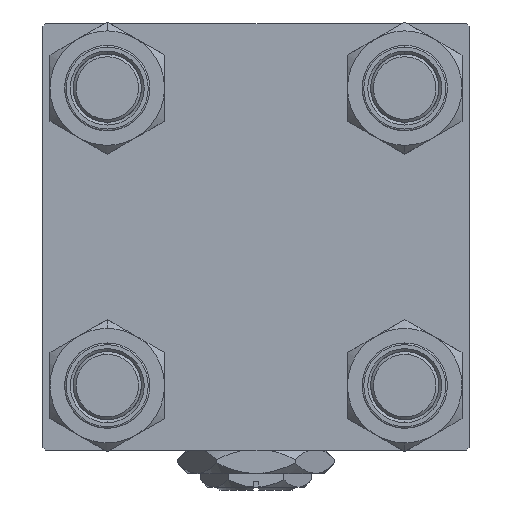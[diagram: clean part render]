
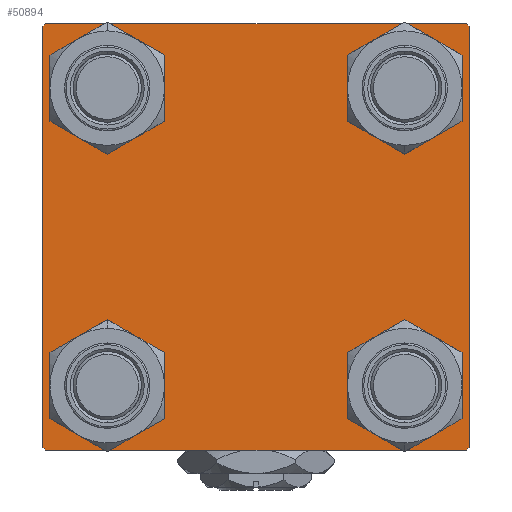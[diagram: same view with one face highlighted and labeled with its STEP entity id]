
A CAD part, left-side view. The second image highlights one B-rep face of the part: STEP entity #50894.
In plain terms, the highlighted planar face has unit normal (-1, 0, 0).
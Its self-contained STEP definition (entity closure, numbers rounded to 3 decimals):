
#154 = DIRECTION ( 'NONE',  ( 1., 0., 0. ) ) ;
#1107 = DIRECTION ( 'NONE',  ( 1., 0., 0. ) ) ;
#2283 = ORIENTED_EDGE ( 'NONE', *, *, #32381, .F. ) ;
#2292 = VERTEX_POINT ( 'NONE', #29669 ) ;
#2834 = VERTEX_POINT ( 'NONE', #24523 ) ;
#3063 = CARTESIAN_POINT ( 'NONE',  ( 0., 26.15, -26.15 ) ) ;
#3204 = VERTEX_POINT ( 'NONE', #45828 ) ;
#3341 = CARTESIAN_POINT ( 'NONE',  ( 0., -26.15, 26.15 ) ) ;
#3999 = DIRECTION ( 'NONE',  ( 0., 0., 1. ) ) ;
#4417 = ORIENTED_EDGE ( 'NONE', *, *, #45952, .T. ) ;
#4592 = LINE ( 'NONE', #16259, #5637 ) ;
#4622 = ORIENTED_EDGE ( 'NONE', *, *, #14701, .T. ) ;
#4953 = VERTEX_POINT ( 'NONE', #33785 ) ;
#5021 = CARTESIAN_POINT ( 'NONE',  ( 0., 37.5, 37.5 ) ) ;
#5298 = AXIS2_PLACEMENT_3D ( 'NONE', #3063, #31183, #51052 ) ;
#5637 = VECTOR ( 'NONE', #8053, 1000. ) ;
#6042 = CARTESIAN_POINT ( 'NONE',  ( 0., 37.5, 37. ) ) ;
#7825 = DIRECTION ( 'NONE',  ( 0., 0., 1. ) ) ;
#7860 = EDGE_CURVE ( 'NONE', #2292, #32355, #10672, .T. ) ;
#8053 = DIRECTION ( 'NONE',  ( 0., 0.707, -0.707 ) ) ;
#8259 = CARTESIAN_POINT ( 'NONE',  ( 0., 26.15, -32.65 ) ) ;
#8284 = EDGE_LOOP ( 'NONE', ( #20293, #33968, #36077, #8577, #2283, #21606, #52031, #22965 ) ) ;
#8577 = ORIENTED_EDGE ( 'NONE', *, *, #48127, .T. ) ;
#8823 = AXIS2_PLACEMENT_3D ( 'NONE', #39506, #38715, #42679 ) ;
#8962 = AXIS2_PLACEMENT_3D ( 'NONE', #40054, #15923, #52241 ) ;
#9532 = CIRCLE ( 'NONE', #5298, 6.5 ) ;
#9606 = CARTESIAN_POINT ( 'NONE',  ( 0., -37.25, 37.25 ) ) ;
#10672 = LINE ( 'NONE', #9606, #42588 ) ;
#10791 = VERTEX_POINT ( 'NONE', #50392 ) ;
#10973 = EDGE_CURVE ( 'NONE', #38938, #41564, #14593, .T. ) ;
#11509 = FACE_OUTER_BOUND ( 'NONE', #8284, .T. ) ;
#11521 = CARTESIAN_POINT ( 'NONE',  ( 0., 37., 37.5 ) ) ;
#11972 = EDGE_CURVE ( 'NONE', #44662, #32355, #41337, .T. ) ;
#12097 = DIRECTION ( 'NONE',  ( 0., -0.707, -0.707 ) ) ;
#13295 = ORIENTED_EDGE ( 'NONE', *, *, #28351, .T. ) ;
#13455 = EDGE_CURVE ( 'NONE', #32981, #44415, #44479, .T. ) ;
#14042 = EDGE_LOOP ( 'NONE', ( #34571, #21411 ) ) ;
#14572 = ORIENTED_EDGE ( 'NONE', *, *, #36232, .T. ) ;
#14593 = LINE ( 'NONE', #27088, #15656 ) ;
#14701 = EDGE_CURVE ( 'NONE', #44415, #32981, #19037, .T. ) ;
#15656 = VECTOR ( 'NONE', #43221, 1000. ) ;
#15923 = DIRECTION ( 'NONE',  ( 1., 0., 0. ) ) ;
#16168 = EDGE_CURVE ( 'NONE', #36787, #2834, #41107, .T. ) ;
#16259 = CARTESIAN_POINT ( 'NONE',  ( 0., 37.25, 37.25 ) ) ;
#17034 = CARTESIAN_POINT ( 'NONE',  ( 0., 26.15, 19.65 ) ) ;
#18490 = AXIS2_PLACEMENT_3D ( 'NONE', #18965, #32197, #35409 ) ;
#18965 = CARTESIAN_POINT ( 'NONE',  ( 0., 0., 0. ) ) ;
#19037 = CIRCLE ( 'NONE', #8823, 6.5 ) ;
#19349 = CIRCLE ( 'NONE', #48143, 6.5 ) ;
#19848 = EDGE_CURVE ( 'NONE', #44662, #38938, #4592, .T. ) ;
#20000 = PLANE ( 'NONE',  #18490 ) ;
#20293 = ORIENTED_EDGE ( 'NONE', *, *, #10973, .T. ) ;
#20823 = EDGE_LOOP ( 'NONE', ( #4622, #40401 ) ) ;
#21411 = ORIENTED_EDGE ( 'NONE', *, *, #26599, .T. ) ;
#21603 = VECTOR ( 'NONE', #42109, 1000. ) ;
#21606 = ORIENTED_EDGE ( 'NONE', *, *, #7860, .T. ) ;
#22608 = CIRCLE ( 'NONE', #51375, 6.5 ) ;
#22757 = LINE ( 'NONE', #51889, #45436 ) ;
#22965 = ORIENTED_EDGE ( 'NONE', *, *, #19848, .T. ) ;
#23921 = DIRECTION ( 'NONE',  ( 0., 0., 1. ) ) ;
#24167 = DIRECTION ( 'NONE',  ( 1., 0., 0. ) ) ;
#24523 = CARTESIAN_POINT ( 'NONE',  ( 0., -26.15, 19.65 ) ) ;
#24526 = DIRECTION ( 'NONE',  ( 1., 0., 0. ) ) ;
#25899 = CIRCLE ( 'NONE', #8962, 6.5 ) ;
#26028 = CARTESIAN_POINT ( 'NONE',  ( 0., 26.15, 26.15 ) ) ;
#26599 = EDGE_CURVE ( 'NONE', #34508, #3204, #9532, .T. ) ;
#26600 = AXIS2_PLACEMENT_3D ( 'NONE', #26028, #1107, #41643 ) ;
#27048 = VECTOR ( 'NONE', #50499, 1000. ) ;
#27088 = CARTESIAN_POINT ( 'NONE',  ( 0., 37.5, 37.5 ) ) ;
#27703 = CARTESIAN_POINT ( 'NONE',  ( 0., -37.5, 37.5 ) ) ;
#27967 = FACE_BOUND ( 'NONE', #52311, .T. ) ;
#28035 = CARTESIAN_POINT ( 'NONE',  ( 0., -26.15, -32.65 ) ) ;
#28351 = EDGE_CURVE ( 'NONE', #29635, #49560, #45183, .T. ) ;
#29635 = VERTEX_POINT ( 'NONE', #40774 ) ;
#29669 = CARTESIAN_POINT ( 'NONE',  ( 0., -37.5, 37. ) ) ;
#30323 = VECTOR ( 'NONE', #44298, 1000. ) ;
#31183 = DIRECTION ( 'NONE',  ( 1., 0., 0. ) ) ;
#31926 = CARTESIAN_POINT ( 'NONE',  ( 0., -26.15, 32.65 ) ) ;
#32197 = DIRECTION ( 'NONE',  ( -1., 0., 0. ) ) ;
#32355 = VERTEX_POINT ( 'NONE', #43587 ) ;
#32381 = EDGE_CURVE ( 'NONE', #2292, #33522, #40386, .T. ) ;
#32480 = CARTESIAN_POINT ( 'NONE',  ( 0., 26.15, 26.15 ) ) ;
#32644 = AXIS2_PLACEMENT_3D ( 'NONE', #3341, #154, #7825 ) ;
#32903 = CARTESIAN_POINT ( 'NONE',  ( 0., -26.15, -26.15 ) ) ;
#32981 = VERTEX_POINT ( 'NONE', #28035 ) ;
#33522 = VERTEX_POINT ( 'NONE', #41942 ) ;
#33785 = CARTESIAN_POINT ( 'NONE',  ( 0., -37., -37.5 ) ) ;
#33968 = ORIENTED_EDGE ( 'NONE', *, *, #38225, .T. ) ;
#34342 = CARTESIAN_POINT ( 'NONE',  ( 0., -37.25, -37.25 ) ) ;
#34508 = VERTEX_POINT ( 'NONE', #8259 ) ;
#34571 = ORIENTED_EDGE ( 'NONE', *, *, #38427, .T. ) ;
#34630 = CARTESIAN_POINT ( 'NONE',  ( 0., 26.15, -26.15 ) ) ;
#35220 = CARTESIAN_POINT ( 'NONE',  ( 0., 37.5, -37. ) ) ;
#35409 = DIRECTION ( 'NONE',  ( 0., 0., 1. ) ) ;
#36077 = ORIENTED_EDGE ( 'NONE', *, *, #44282, .T. ) ;
#36232 = EDGE_CURVE ( 'NONE', #2834, #36787, #25899, .T. ) ;
#36787 = VERTEX_POINT ( 'NONE', #31926 ) ;
#37710 = AXIS2_PLACEMENT_3D ( 'NONE', #32903, #24167, #3999 ) ;
#38225 = EDGE_CURVE ( 'NONE', #41564, #10791, #22757, .T. ) ;
#38328 = EDGE_LOOP ( 'NONE', ( #44412, #14572 ) ) ;
#38427 = EDGE_CURVE ( 'NONE', #3204, #34508, #22608, .T. ) ;
#38504 = DIRECTION ( 'NONE',  ( 0., 0.707, 0.707 ) ) ;
#38715 = DIRECTION ( 'NONE',  ( 1., 0., 0. ) ) ;
#38938 = VERTEX_POINT ( 'NONE', #6042 ) ;
#39367 = FACE_BOUND ( 'NONE', #38328, .T. ) ;
#39506 = CARTESIAN_POINT ( 'NONE',  ( 0., -26.15, -26.15 ) ) ;
#40054 = CARTESIAN_POINT ( 'NONE',  ( 0., -26.15, 26.15 ) ) ;
#40071 = LINE ( 'NONE', #40587, #30323 ) ;
#40386 = LINE ( 'NONE', #27703, #46057 ) ;
#40401 = ORIENTED_EDGE ( 'NONE', *, *, #13455, .T. ) ;
#40587 = CARTESIAN_POINT ( 'NONE',  ( 0., 37.5, -37.5 ) ) ;
#40774 = CARTESIAN_POINT ( 'NONE',  ( 0., 26.15, 32.65 ) ) ;
#41107 = CIRCLE ( 'NONE', #32644, 6.5 ) ;
#41337 = LINE ( 'NONE', #5021, #21603 ) ;
#41564 = VERTEX_POINT ( 'NONE', #35220 ) ;
#41643 = DIRECTION ( 'NONE',  ( 0., 0., 1. ) ) ;
#41942 = CARTESIAN_POINT ( 'NONE',  ( 0., -37.5, -37. ) ) ;
#42109 = DIRECTION ( 'NONE',  ( 0., -1., 0. ) ) ;
#42588 = VECTOR ( 'NONE', #38504, 1000. ) ;
#42679 = DIRECTION ( 'NONE',  ( 0., 0., 1. ) ) ;
#43221 = DIRECTION ( 'NONE',  ( 0., 0., -1. ) ) ;
#43587 = CARTESIAN_POINT ( 'NONE',  ( 0., -37., 37.5 ) ) ;
#43844 = DIRECTION ( 'NONE',  ( 0., 0., -1. ) ) ;
#44106 = FACE_BOUND ( 'NONE', #14042, .T. ) ;
#44282 = EDGE_CURVE ( 'NONE', #10791, #4953, #40071, .T. ) ;
#44298 = DIRECTION ( 'NONE',  ( 0., -1., 0. ) ) ;
#44412 = ORIENTED_EDGE ( 'NONE', *, *, #16168, .T. ) ;
#44415 = VERTEX_POINT ( 'NONE', #49589 ) ;
#44479 = CIRCLE ( 'NONE', #37710, 6.5 ) ;
#44662 = VERTEX_POINT ( 'NONE', #11521 ) ;
#45183 = CIRCLE ( 'NONE', #26600, 6.5 ) ;
#45436 = VECTOR ( 'NONE', #12097, 1000. ) ;
#45828 = CARTESIAN_POINT ( 'NONE',  ( 0., 26.15, -19.65 ) ) ;
#45952 = EDGE_CURVE ( 'NONE', #49560, #29635, #19349, .T. ) ;
#46057 = VECTOR ( 'NONE', #43844, 1000. ) ;
#47839 = FACE_BOUND ( 'NONE', #20823, .T. ) ;
#48037 = DIRECTION ( 'NONE',  ( 1., 0., 0. ) ) ;
#48127 = EDGE_CURVE ( 'NONE', #4953, #33522, #50232, .T. ) ;
#48143 = AXIS2_PLACEMENT_3D ( 'NONE', #32480, #24526, #48639 ) ;
#48639 = DIRECTION ( 'NONE',  ( 0., 0., 1. ) ) ;
#49560 = VERTEX_POINT ( 'NONE', #17034 ) ;
#49589 = CARTESIAN_POINT ( 'NONE',  ( 0., -26.15, -19.65 ) ) ;
#50232 = LINE ( 'NONE', #34342, #27048 ) ;
#50392 = CARTESIAN_POINT ( 'NONE',  ( 0., 37., -37.5 ) ) ;
#50499 = DIRECTION ( 'NONE',  ( 0., -0.707, 0.707 ) ) ;
#50894 = ADVANCED_FACE ( 'NONE', ( #39367, #47839, #44106, #27967, #11509 ), #20000, .T. ) ;
#51052 = DIRECTION ( 'NONE',  ( 0., 0., 1. ) ) ;
#51375 = AXIS2_PLACEMENT_3D ( 'NONE', #34630, #48037, #23921 ) ;
#51889 = CARTESIAN_POINT ( 'NONE',  ( 0., 37.25, -37.25 ) ) ;
#52031 = ORIENTED_EDGE ( 'NONE', *, *, #11972, .F. ) ;
#52241 = DIRECTION ( 'NONE',  ( 0., 0., 1. ) ) ;
#52311 = EDGE_LOOP ( 'NONE', ( #13295, #4417 ) ) ;
